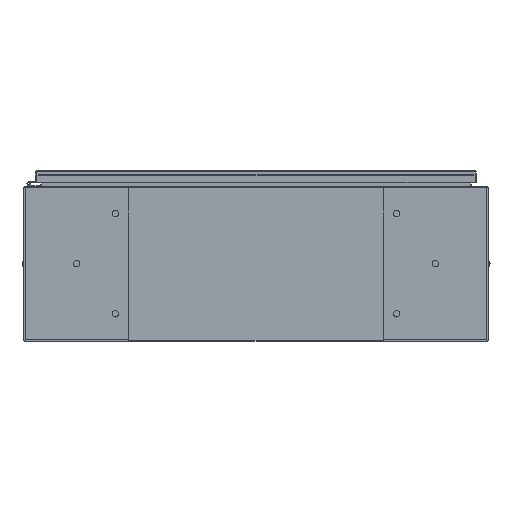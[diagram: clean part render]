
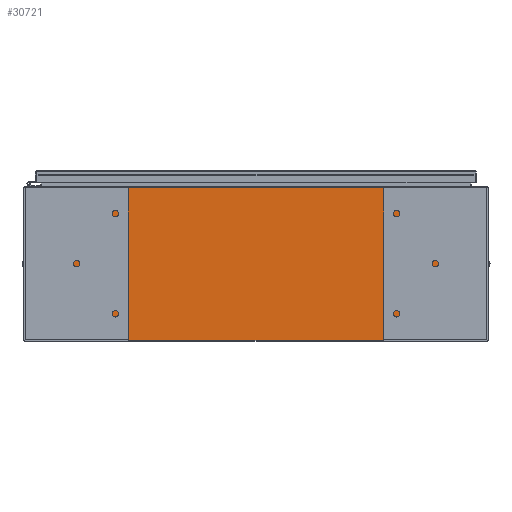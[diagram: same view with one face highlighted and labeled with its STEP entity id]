
A CAD part, front view. The second image highlights one B-rep face of the part: STEP entity #30721.
In plain terms, the highlighted face is planar.
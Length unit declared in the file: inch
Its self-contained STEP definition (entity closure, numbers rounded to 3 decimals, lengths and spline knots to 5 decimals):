
#1125 = DIRECTION ( 'NONE',  ( 0., 0., -1. ) ) ;
#1983 = LINE ( 'NONE', #50590, #13343 ) ;
#2547 = CARTESIAN_POINT ( 'NONE',  ( 16.6372, 0., 5.9123 ) ) ;
#2848 = ORIENTED_EDGE ( 'NONE', *, *, #13529, .T. ) ;
#3084 = ORIENTED_EDGE ( 'NONE', *, *, #34990, .F. ) ;
#3526 = ORIENTED_EDGE ( 'NONE', *, *, #58187, .F. ) ;
#4415 = CARTESIAN_POINT ( 'NONE',  ( 17.9253, 0., 5.9253 ) ) ;
#4615 = VECTOR ( 'NONE', #56036, 39.37008 ) ;
#5373 = ORIENTED_EDGE ( 'NONE', *, *, #6527, .F. ) ;
#6527 = EDGE_CURVE ( 'NONE', #26931, #42560, #51655, .T. ) ;
#9404 = AXIS2_PLACEMENT_3D ( 'NONE', #59020, #30103, #1125 ) ;
#9556 = CARTESIAN_POINT ( 'NONE',  ( -17.9253, 0., 5.9253 ) ) ;
#9588 = CARTESIAN_POINT ( 'NONE',  ( 17.9253, 0., 5.9253 ) ) ;
#9994 = VERTEX_POINT ( 'NONE', #21825 ) ;
#10550 = AXIS2_PLACEMENT_3D ( 'NONE', #44750, #15820, #49562 ) ;
#10881 = CARTESIAN_POINT ( 'NONE',  ( 16.67455, 0., 5.87495 ) ) ;
#13083 = CARTESIAN_POINT ( 'NONE',  ( 16.6372, 0., 5.87495 ) ) ;
#13116 = VERTEX_POINT ( 'NONE', #38416 ) ;
#13343 = VECTOR ( 'NONE', #35010, 39.37008 ) ;
#13529 = EDGE_CURVE ( 'NONE', #21058, #23006, #49761, .T. ) ;
#13704 = CARTESIAN_POINT ( 'NONE',  ( -17.9253, 0., 5.9253 ) ) ;
#14267 = VECTOR ( 'NONE', #25224, 39.37008 ) ;
#15627 = VECTOR ( 'NONE', #47936, 39.37008 ) ;
#15820 = DIRECTION ( 'NONE',  ( 0., 1., 0. ) ) ;
#16092 = EDGE_CURVE ( 'NONE', #39451, #60282, #54532, .T. ) ;
#16354 = CARTESIAN_POINT ( 'NONE',  ( 16.6372, 0., 0. ) ) ;
#17404 = ORIENTED_EDGE ( 'NONE', *, *, #56038, .T. ) ;
#17512 = CARTESIAN_POINT ( 'NONE',  ( 16.65588, 0., 5.87495 ) ) ;
#18726 = VECTOR ( 'NONE', #43340, 39.37008 ) ;
#18807 = DIRECTION ( 'NONE',  ( 1., 0., 0. ) ) ;
#19024 = ORIENTED_EDGE ( 'NONE', *, *, #21502, .F. ) ;
#19027 = CARTESIAN_POINT ( 'NONE',  ( -16.6372, 0., 0. ) ) ;
#19192 = EDGE_CURVE ( 'NONE', #9994, #53353, #1983, .T. ) ;
#19839 = FACE_OUTER_BOUND ( 'NONE', #62344, .T. ) ;
#20988 = VERTEX_POINT ( 'NONE', #9588 ) ;
#21058 = VERTEX_POINT ( 'NONE', #55659 ) ;
#21144 = ORIENTED_EDGE ( 'NONE', *, *, #53857, .F. ) ;
#21179 = DIRECTION ( 'NONE',  ( 0., 0., 1. ) ) ;
#21502 = EDGE_CURVE ( 'NONE', #42560, #60282, #42158, .T. ) ;
#21825 = CARTESIAN_POINT ( 'NONE',  ( 16.67455, 0., 5.9253 ) ) ;
#22345 = DIRECTION ( 'NONE',  ( 0., 0., -1. ) ) ;
#22505 = EDGE_CURVE ( 'NONE', #13116, #39451, #40553, .T. ) ;
#22754 = LINE ( 'NONE', #13704, #59804 ) ;
#22778 = AXIS2_PLACEMENT_3D ( 'NONE', #17512, #51278, #22345 ) ;
#23006 = VERTEX_POINT ( 'NONE', #2547 ) ;
#25224 = DIRECTION ( 'NONE',  ( 1., 0., 0. ) ) ;
#26931 = VERTEX_POINT ( 'NONE', #41842 ) ;
#27501 = CIRCLE ( 'NONE', #22778, 0.01867 ) ;
#27681 = VECTOR ( 'NONE', #31084, 39.37008 ) ;
#28443 = LINE ( 'NONE', #19027, #15627 ) ;
#29290 = VECTOR ( 'NONE', #40174, 39.37008 ) ;
#30103 = DIRECTION ( 'NONE',  ( 0., -1., 0. ) ) ;
#30721 = ADVANCED_FACE ( 'NONE', ( #19839 ), #39608, .F. ) ;
#30957 = CARTESIAN_POINT ( 'NONE',  ( -17.9253, 0., 5.9253 ) ) ;
#31084 = DIRECTION ( 'NONE',  ( 0., 0., 1. ) ) ;
#31660 = VERTEX_POINT ( 'NONE', #42892 ) ;
#32658 = ORIENTED_EDGE ( 'NONE', *, *, #59618, .T. ) ;
#34137 = ORIENTED_EDGE ( 'NONE', *, *, #22505, .T. ) ;
#34990 = EDGE_CURVE ( 'NONE', #21058, #26931, #28443, .T. ) ;
#35010 = DIRECTION ( 'NONE',  ( 0., 0., -1. ) ) ;
#36539 = CARTESIAN_POINT ( 'NONE',  ( -16.67455, 0., 5.9253 ) ) ;
#38416 = CARTESIAN_POINT ( 'NONE',  ( -17.9253, 0., -5.9253 ) ) ;
#39096 = CARTESIAN_POINT ( 'NONE',  ( -16.6372, 0., 5.9123 ) ) ;
#39451 = VERTEX_POINT ( 'NONE', #9556 ) ;
#39608 = PLANE ( 'NONE',  #9404 ) ;
#40174 = DIRECTION ( 'NONE',  ( 0., 0., 1. ) ) ;
#40553 = LINE ( 'NONE', #56479, #27681 ) ;
#40746 = CARTESIAN_POINT ( 'NONE',  ( -16.67455, 0., 5.87495 ) ) ;
#41842 = CARTESIAN_POINT ( 'NONE',  ( -16.6372, 0., 5.87495 ) ) ;
#42158 = LINE ( 'NONE', #55891, #29290 ) ;
#42560 = VERTEX_POINT ( 'NONE', #40746 ) ;
#42892 = CARTESIAN_POINT ( 'NONE',  ( 17.9253, 0., -5.9253 ) ) ;
#43340 = DIRECTION ( 'NONE',  ( 0., 0., -1. ) ) ;
#44429 = LINE ( 'NONE', #4415, #18726 ) ;
#44664 = ORIENTED_EDGE ( 'NONE', *, *, #19192, .F. ) ;
#44750 = CARTESIAN_POINT ( 'NONE',  ( -16.65587, 0., 5.87495 ) ) ;
#44868 = VERTEX_POINT ( 'NONE', #13083 ) ;
#45843 = VECTOR ( 'NONE', #21179, 39.37008 ) ;
#47226 = DIRECTION ( 'NONE',  ( -1., 0., 0. ) ) ;
#47317 = LINE ( 'NONE', #16354, #45843 ) ;
#47936 = DIRECTION ( 'NONE',  ( 0., 0., -1. ) ) ;
#48158 = LINE ( 'NONE', #56732, #61020 ) ;
#49562 = DIRECTION ( 'NONE',  ( 0., 0., -1. ) ) ;
#49761 = LINE ( 'NONE', #39096, #14267 ) ;
#50590 = CARTESIAN_POINT ( 'NONE',  ( 16.67455, 0., 0. ) ) ;
#51278 = DIRECTION ( 'NONE',  ( 0., 1., 0. ) ) ;
#51655 = CIRCLE ( 'NONE', #10550, 0.01867 ) ;
#53093 = EDGE_CURVE ( 'NONE', #31660, #13116, #48158, .T. ) ;
#53249 = ORIENTED_EDGE ( 'NONE', *, *, #16092, .T. ) ;
#53353 = VERTEX_POINT ( 'NONE', #10881 ) ;
#53857 = EDGE_CURVE ( 'NONE', #44868, #23006, #47317, .T. ) ;
#54532 = LINE ( 'NONE', #30957, #4615 ) ;
#55488 = ORIENTED_EDGE ( 'NONE', *, *, #53093, .T. ) ;
#55659 = CARTESIAN_POINT ( 'NONE',  ( -16.6372, 0., 5.9123 ) ) ;
#55891 = CARTESIAN_POINT ( 'NONE',  ( -16.67455, 0., 0. ) ) ;
#56036 = DIRECTION ( 'NONE',  ( 1., 0., 0. ) ) ;
#56038 = EDGE_CURVE ( 'NONE', #20988, #31660, #44429, .T. ) ;
#56479 = CARTESIAN_POINT ( 'NONE',  ( -17.9253, 0., 5.9253 ) ) ;
#56732 = CARTESIAN_POINT ( 'NONE',  ( -17.9253, 0., -5.9253 ) ) ;
#58187 = EDGE_CURVE ( 'NONE', #53353, #44868, #27501, .T. ) ;
#59020 = CARTESIAN_POINT ( 'NONE',  ( 0., 0., 0. ) ) ;
#59618 = EDGE_CURVE ( 'NONE', #9994, #20988, #22754, .T. ) ;
#59804 = VECTOR ( 'NONE', #18807, 39.37008 ) ;
#60282 = VERTEX_POINT ( 'NONE', #36539 ) ;
#61020 = VECTOR ( 'NONE', #47226, 39.37008 ) ;
#62344 = EDGE_LOOP ( 'NONE', ( #19024, #5373, #3084, #2848, #21144, #3526, #44664, #32658, #17404, #55488, #34137, #53249 ) ) ;
